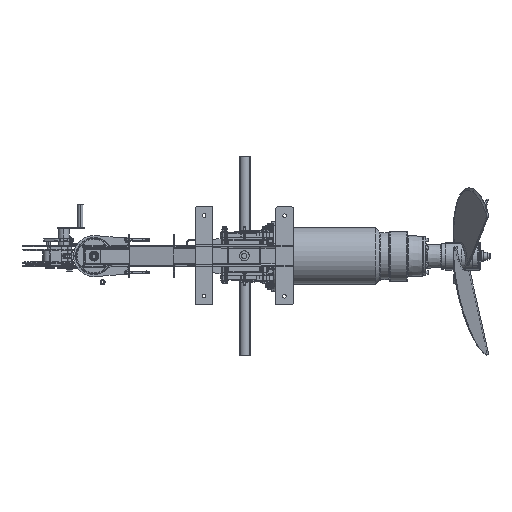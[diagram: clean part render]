
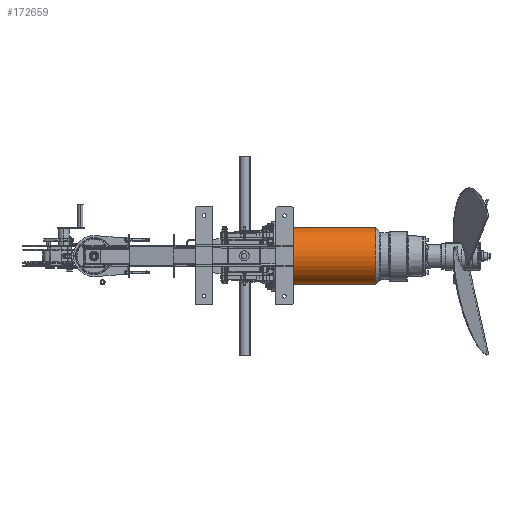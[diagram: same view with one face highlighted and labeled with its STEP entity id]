
A CAD part, front view. The second image highlights one B-rep face of the part: STEP entity #172659.
In plain terms, the highlighted cylindrical face has radius 131 mm (diameter 262 mm), a partial arc.
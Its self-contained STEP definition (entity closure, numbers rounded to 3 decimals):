
#8615 = VECTOR ( 'NONE', #11927, 1000. ) ;
#11890 = CYLINDRICAL_SURFACE ( 'NONE', #85623, 131. ) ;
#11927 = DIRECTION ( 'NONE',  ( -1., 0., 0. ) ) ;
#15025 = VERTEX_POINT ( 'NONE', #83149 ) ;
#19459 = CARTESIAN_POINT ( 'NONE',  ( 790.135, 736.619, 660.848 ) ) ;
#36379 = FACE_OUTER_BOUND ( 'NONE', #176500, .T. ) ;
#38440 = DIRECTION ( 'NONE',  ( -1., 0., 0. ) ) ;
#42444 = CARTESIAN_POINT ( 'NONE',  ( 380.135, 736.619, 529.848 ) ) ;
#47791 = EDGE_CURVE ( 'NONE', #117917, #142273, #64629, .T. ) ;
#51258 = ORIENTED_EDGE ( 'NONE', *, *, #66319, .T. ) ;
#60315 = AXIS2_PLACEMENT_3D ( 'NONE', #124979, #38440, #69460 ) ;
#60519 = ORIENTED_EDGE ( 'NONE', *, *, #97996, .T. ) ;
#64629 = LINE ( 'NONE', #122000, #152470 ) ;
#66319 = EDGE_CURVE ( 'NONE', #15025, #67711, #100405, .T. ) ;
#67711 = VERTEX_POINT ( 'NONE', #89768 ) ;
#69460 = DIRECTION ( 'NONE',  ( 0., 0., 1. ) ) ;
#73364 = ORIENTED_EDGE ( 'NONE', *, *, #114631, .F. ) ;
#73930 = DIRECTION ( 'NONE',  ( -1., 0., 0. ) ) ;
#82542 = CARTESIAN_POINT ( 'NONE',  ( 322.625, 736.619, 791.848 ) ) ;
#83149 = CARTESIAN_POINT ( 'NONE',  ( 790.135, 736.619, 791.848 ) ) ;
#85623 = AXIS2_PLACEMENT_3D ( 'NONE', #141748, #73930, #159576 ) ;
#89768 = CARTESIAN_POINT ( 'NONE',  ( 380.135, 736.619, 791.848 ) ) ;
#96311 = CIRCLE ( 'NONE', #162344, 131. ) ;
#97996 = EDGE_CURVE ( 'NONE', #117917, #15025, #96311, .T. ) ;
#100405 = LINE ( 'NONE', #82542, #8615 ) ;
#107071 = DIRECTION ( 'NONE',  ( -1., 0., 0. ) ) ;
#114631 = EDGE_CURVE ( 'NONE', #142273, #67711, #183796, .T. ) ;
#117917 = VERTEX_POINT ( 'NONE', #163534 ) ;
#122000 = CARTESIAN_POINT ( 'NONE',  ( 322.625, 736.619, 529.848 ) ) ;
#124979 = CARTESIAN_POINT ( 'NONE',  ( 380.135, 736.619, 660.848 ) ) ;
#138907 = ORIENTED_EDGE ( 'NONE', *, *, #47791, .F. ) ;
#141748 = CARTESIAN_POINT ( 'NONE',  ( 322.625, 736.619, 660.848 ) ) ;
#142273 = VERTEX_POINT ( 'NONE', #42444 ) ;
#152470 = VECTOR ( 'NONE', #107071, 1000. ) ;
#159576 = DIRECTION ( 'NONE',  ( 0., 0., 1. ) ) ;
#162344 = AXIS2_PLACEMENT_3D ( 'NONE', #19459, #164379, #168083 ) ;
#163534 = CARTESIAN_POINT ( 'NONE',  ( 790.135, 736.619, 529.848 ) ) ;
#164379 = DIRECTION ( 'NONE',  ( -1., 0., 0. ) ) ;
#168083 = DIRECTION ( 'NONE',  ( 0., 0., 1. ) ) ;
#172659 = ADVANCED_FACE ( 'NONE', ( #36379 ), #11890, .T. ) ;
#176500 = EDGE_LOOP ( 'NONE', ( #138907, #60519, #51258, #73364 ) ) ;
#183796 = CIRCLE ( 'NONE', #60315, 131. ) ;
